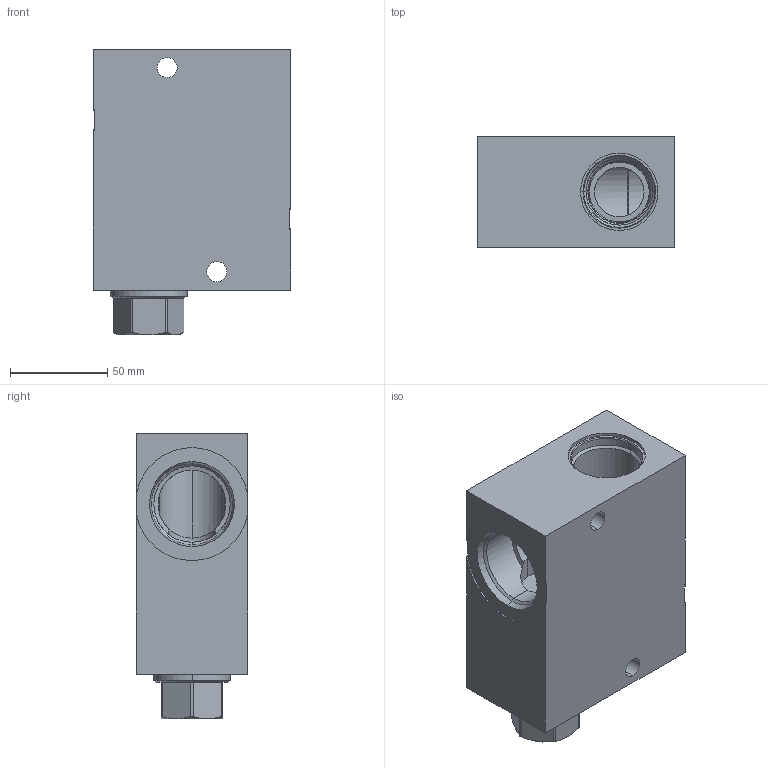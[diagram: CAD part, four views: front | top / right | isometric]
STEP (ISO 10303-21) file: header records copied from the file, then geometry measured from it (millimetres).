
FILE_DESCRIPTION((''),'2;1');
FILE_NAME('INN_ASM','2020-06-23T',('ProEService'),(''),'PRO/ENGINEER BY PARAMETRIC TECHNOLOGY CORPORATION, 2014200','PRO/ENGINEER BY PARAMETRIC TECHNOLOGY CORPORATION, 2014200','');
FILE_SCHEMA(('CONFIG_CONTROL_DESIGN'));
Length unit declared in the file: inch
Products named in the file (3): 150-758-006; CXHAXAN; INN_ASM
Assembly tree (2 placements, depth 2):
  INN_ASM
    150-758-006
    CXHAXAN
Bounding box: 101.6 x 57.15 x 146.86 mm (x, y, z)
Volume: 520110.6 mm3; surface area: 96126 mm2
Topology: 4 solids, 4 shells, 236 faces, 760 edges, 618 vertices
Faces by surface type: cylinder 108, cone 54, plane 47, torus 19, revolution 8
Entity records: 9869 total; most frequent: CARTESIAN_POINT 3217, DIRECTION 1406, ORIENTED_EDGE 1128, EDGE_CURVE 564, AXIS2_PLACEMENT_3D 500, VECTOR 398, LINE 398, VERTEX_POINT 343
